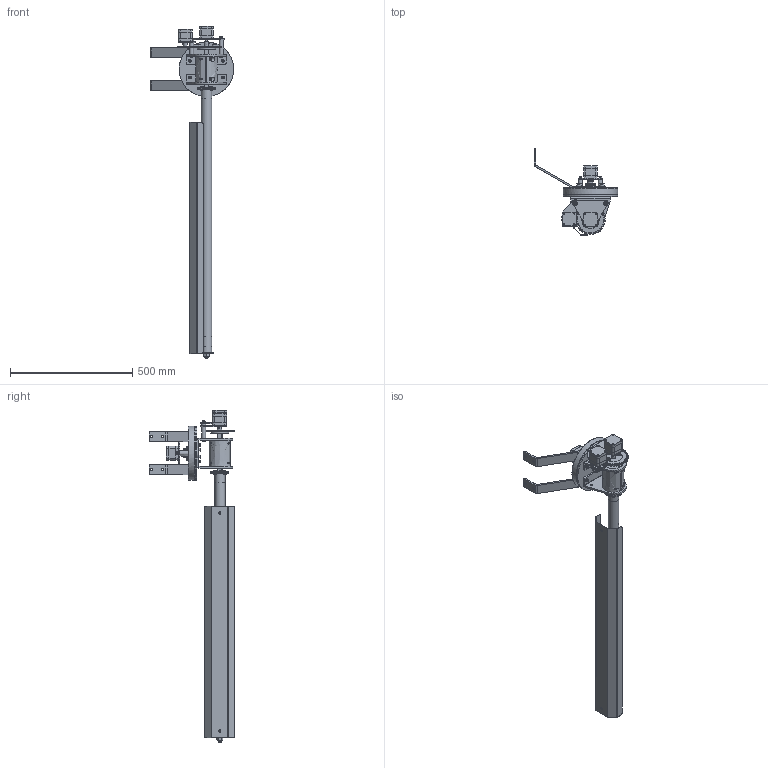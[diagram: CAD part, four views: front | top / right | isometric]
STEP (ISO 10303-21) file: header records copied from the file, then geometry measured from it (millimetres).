
FILE_DESCRIPTION(('FreeCAD Model'),'2;1');
FILE_NAME('Open CASCADE Shape Model','2025-05-09T11:20:36',('FreeCAD'),( 'FreeCAD'),'Open CASCADE STEP processor 7.6','FreeCAD','Unknown');
FILE_SCHEMA(('AUTOMOTIVE_DESIGN { 1 0 10303 214 1 1 1 1 }'));
Products named in the file (1): Open CASCADE STEP translator 7.6 1
Bounding box: 341.32 x 352.14 x 1359.87 mm (x, y, z)
Volume: 4039679.8 mm3; surface area: 1688711 mm2
Topology: 110 solids, 110 shells, 1928 faces, 5267 edges, 3561 vertices
Faces by surface type: bspline 1928
Entity records: 68194 total; most frequent: CARTESIAN_POINT 39445, ORIENTED_EDGE 10332, EDGE_CURVE 5166, VERTEX_POINT 3550, FACE_BOUND 2340, EDGE_LOOP 2331, B_SPLINE_CURVE_WITH_KNOTS 2119, ADVANCED_FACE 1928
